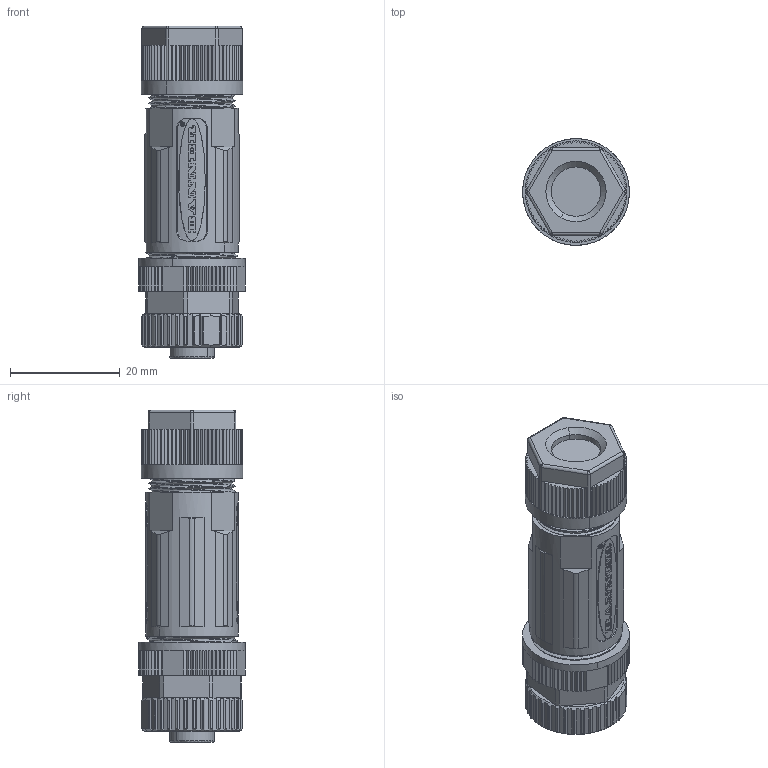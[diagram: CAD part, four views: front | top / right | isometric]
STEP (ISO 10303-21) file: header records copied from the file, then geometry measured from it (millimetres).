
FILE_DESCRIPTION((''),'2;1');
FILE_NAME('246778_SM01_ASM','2024-11-25T13:03:33',('banengservice'),('BANNER ENGINEERING'),'CREO PARAMETRIC BY PTC INC, 2022414','CREO PARAMETRIC BY PTC INC, 2022414','');
FILE_SCHEMA(('CONFIG_CONTROL_DESIGN'));
Length unit declared in the file: metre
Products named in the file (2): 246778_EP01; 246778_SM01_ASM
Assembly tree (1 placements, depth 2):
  246778_SM01_ASM
    246778_EP01
Bounding box: 19.5 x 19.5 x 60.6 mm (x, y, z)
Volume: 13563.5 mm3; surface area: 5154.7 mm2
Topology: 1 solids, 1 shells, 1108 faces, 3057 edges, 1996 vertices
Faces by surface type: plane 797, cylinder 232, extrusion 39, cone 24, sphere 8, bspline 6, torus 2
Entity records: 41550 total; most frequent: CARTESIAN_POINT 13789, ORIENTED_EDGE 6098, DIRECTION 5344, EDGE_CURVE 3049, VERTEX_POINT 1996, VECTOR 1794, AXIS2_PLACEMENT_3D 1775, LINE 1755
